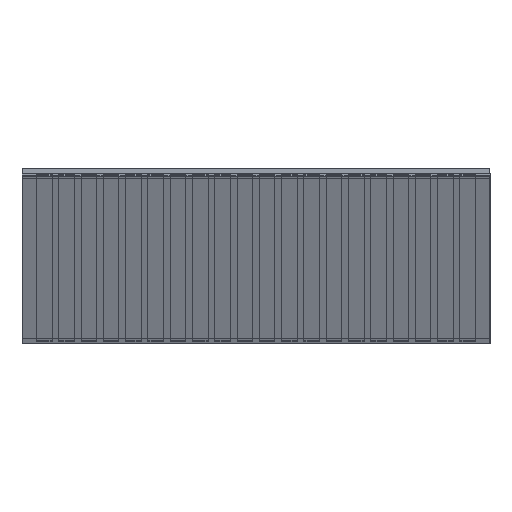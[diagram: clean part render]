
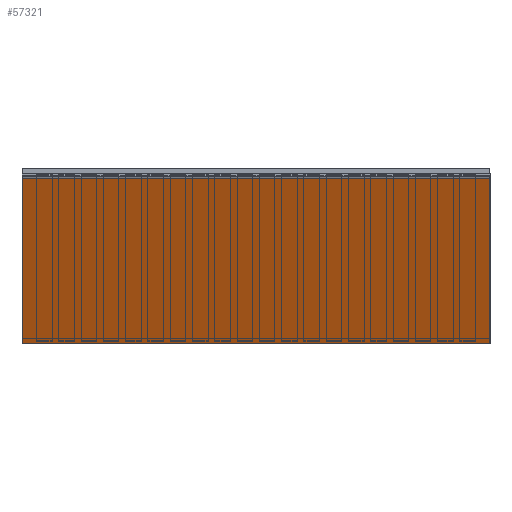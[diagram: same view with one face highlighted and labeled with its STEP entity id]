
A CAD part, left-side view. The second image highlights one B-rep face of the part: STEP entity #57321.
In plain terms, the highlighted planar face has unit normal (-0.915, 0, -0.403).
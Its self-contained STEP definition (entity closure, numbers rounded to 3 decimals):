
#24=B_SPLINE_CURVE_WITH_KNOTS('',3,(#81563,#81564,#81565,#81566),
 .UNSPECIFIED.,.F.,.F.,(4,4),(0.,1.),.UNSPECIFIED.);
#8021=ORIENTED_EDGE('',*,*,#18046,.F.);
#8022=ORIENTED_EDGE('',*,*,#18229,.F.);
#8023=ORIENTED_EDGE('',*,*,#18038,.T.);
#8024=ORIENTED_EDGE('',*,*,#18231,.T.);
#18038=EDGE_CURVE('',#22308,#22307,#28192,.T.);
#18046=EDGE_CURVE('',#22314,#22315,#28200,.T.);
#18229=EDGE_CURVE('',#22308,#22314,#24,.T.);
#18231=EDGE_CURVE('',#22307,#22315,#28384,.T.);
#22307=VERTEX_POINT('',#81163);
#22308=VERTEX_POINT('',#81165);
#22314=VERTEX_POINT('',#81179);
#22315=VERTEX_POINT('',#81181);
#28192=LINE('',#81164,#34300);
#28200=LINE('',#81180,#34308);
#28384=LINE('',#81570,#34492);
#34300=VECTOR('',#68959,1000.);
#34308=VECTOR('',#68969,1000.);
#34492=VECTOR('',#69209,1000.);
#36638=EDGE_LOOP('',(#8021,#8022,#8023,#8024));
#38706=FACE_BOUND('',#36638,.T.);
#40774=PLANE('',#59396);
#57321=ADVANCED_FACE('',(#38706),#40774,.T.);
#59396=AXIS2_PLACEMENT_3D('',#81569,#69207,#69208);
#68959=DIRECTION('',(0.403,0.,-0.915));
#68969=DIRECTION('',(0.403,0.,-0.915));
#69207=DIRECTION('',(-0.915,0.,-0.403));
#69208=DIRECTION('',(-0.403,0.,0.915));
#69209=DIRECTION('',(0.,-1.,0.));
#81163=CARTESIAN_POINT('',(38.3,21.,-7.575));
#81164=CARTESIAN_POINT('',(35.04,21.,-0.167));
#81165=CARTESIAN_POINT('',(35.04,21.,-0.167));
#81179=CARTESIAN_POINT('',(35.04,0.,-0.167));
#81180=CARTESIAN_POINT('',(35.04,0.,-0.167));
#81181=CARTESIAN_POINT('',(38.3,0.,-7.575));
#81563=CARTESIAN_POINT('',(35.04,21.,-0.167));
#81564=CARTESIAN_POINT('',(35.04,14.,-0.167));
#81565=CARTESIAN_POINT('',(35.04,7.,-0.167));
#81566=CARTESIAN_POINT('',(35.04,0.,-0.167));
#81569=CARTESIAN_POINT('',(35.04,21.,-0.167));
#81570=CARTESIAN_POINT('',(38.3,21.,-7.575));
